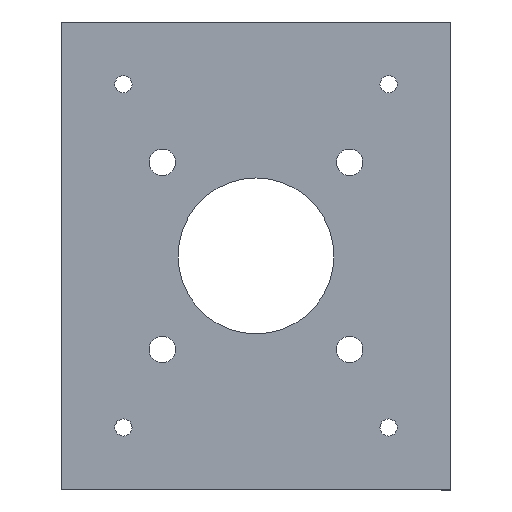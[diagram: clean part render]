
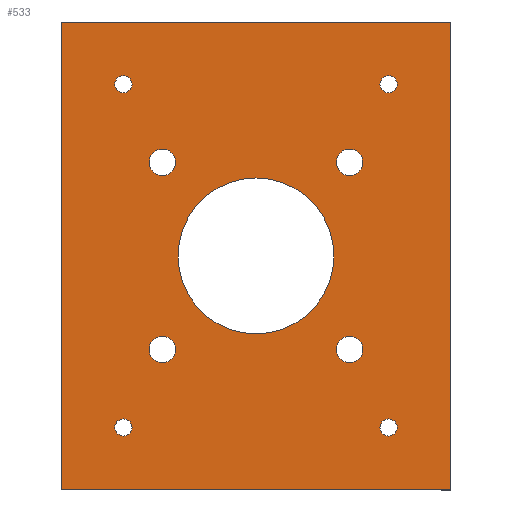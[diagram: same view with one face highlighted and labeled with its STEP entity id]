
A CAD part, top view. The second image highlights one B-rep face of the part: STEP entity #533.
In plain terms, the highlighted planar face has unit normal (0, 0, 1).
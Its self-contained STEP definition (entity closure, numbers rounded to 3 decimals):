
#36=FACE_BOUND('',#124,.T.);
#37=FACE_BOUND('',#125,.T.);
#38=FACE_BOUND('',#126,.T.);
#39=FACE_BOUND('',#127,.T.);
#40=FACE_BOUND('',#128,.T.);
#41=FACE_BOUND('',#129,.T.);
#42=FACE_BOUND('',#130,.T.);
#43=FACE_BOUND('',#131,.T.);
#44=FACE_BOUND('',#132,.T.);
#52=PLANE('',#608);
#77=FACE_OUTER_BOUND('',#123,.T.);
#123=EDGE_LOOP('',(#467,#468,#469,#470));
#124=EDGE_LOOP('',(#471));
#125=EDGE_LOOP('',(#472));
#126=EDGE_LOOP('',(#473));
#127=EDGE_LOOP('',(#474));
#128=EDGE_LOOP('',(#475));
#129=EDGE_LOOP('',(#476));
#130=EDGE_LOOP('',(#477));
#131=EDGE_LOOP('',(#478));
#132=EDGE_LOOP('',(#479));
#151=LINE('',#858,#190);
#171=LINE('',#897,#210);
#172=LINE('',#899,#211);
#173=LINE('',#900,#212);
#190=VECTOR('',#721,10.);
#210=VECTOR('',#753,10.);
#211=VECTOR('',#756,10.);
#212=VECTOR('',#757,10.);
#213=CIRCLE('',#557,2.75);
#215=CIRCLE('',#560,2.75);
#217=CIRCLE('',#563,2.75);
#219=CIRCLE('',#566,2.75);
#233=CIRCLE('',#587,4.25);
#235=CIRCLE('',#590,4.25);
#237=CIRCLE('',#593,4.25);
#239=CIRCLE('',#596,4.25);
#241=CIRCLE('',#599,25.);
#243=VERTEX_POINT('',#764);
#245=VERTEX_POINT('',#770);
#247=VERTEX_POINT('',#776);
#249=VERTEX_POINT('',#782);
#263=VERTEX_POINT('',#824);
#265=VERTEX_POINT('',#830);
#267=VERTEX_POINT('',#836);
#269=VERTEX_POINT('',#842);
#271=VERTEX_POINT('',#848);
#273=VERTEX_POINT('',#854);
#275=VERTEX_POINT('',#857);
#287=VERTEX_POINT('',#893);
#288=VERTEX_POINT('',#895);
#289=EDGE_CURVE('',#243,#243,#213,.T.);
#292=EDGE_CURVE('',#245,#245,#215,.T.);
#295=EDGE_CURVE('',#247,#247,#217,.T.);
#298=EDGE_CURVE('',#249,#249,#219,.T.);
#319=EDGE_CURVE('',#263,#263,#233,.T.);
#322=EDGE_CURVE('',#265,#265,#235,.T.);
#325=EDGE_CURVE('',#267,#267,#237,.T.);
#328=EDGE_CURVE('',#269,#269,#239,.T.);
#331=EDGE_CURVE('',#271,#271,#241,.T.);
#335=EDGE_CURVE('',#273,#275,#151,.T.);
#355=EDGE_CURVE('',#287,#288,#171,.T.);
#356=EDGE_CURVE('',#287,#273,#172,.T.);
#357=EDGE_CURVE('',#275,#288,#173,.T.);
#467=ORIENTED_EDGE('',*,*,#356,.F.);
#468=ORIENTED_EDGE('',*,*,#355,.T.);
#469=ORIENTED_EDGE('',*,*,#357,.F.);
#470=ORIENTED_EDGE('',*,*,#335,.F.);
#471=ORIENTED_EDGE('',*,*,#289,.T.);
#472=ORIENTED_EDGE('',*,*,#292,.T.);
#473=ORIENTED_EDGE('',*,*,#295,.T.);
#474=ORIENTED_EDGE('',*,*,#298,.T.);
#475=ORIENTED_EDGE('',*,*,#319,.T.);
#476=ORIENTED_EDGE('',*,*,#322,.T.);
#477=ORIENTED_EDGE('',*,*,#325,.T.);
#478=ORIENTED_EDGE('',*,*,#328,.T.);
#479=ORIENTED_EDGE('',*,*,#331,.T.);
#533=ADVANCED_FACE('',(#77,#36,#37,#38,#39,#40,#41,#42,#43,#44),#52,.T.);
#557=AXIS2_PLACEMENT_3D('',#765,#615,#616);
#560=AXIS2_PLACEMENT_3D('',#771,#622,#623);
#563=AXIS2_PLACEMENT_3D('',#777,#629,#630);
#566=AXIS2_PLACEMENT_3D('',#783,#636,#637);
#587=AXIS2_PLACEMENT_3D('',#825,#685,#686);
#590=AXIS2_PLACEMENT_3D('',#831,#692,#693);
#593=AXIS2_PLACEMENT_3D('',#837,#699,#700);
#596=AXIS2_PLACEMENT_3D('',#843,#706,#707);
#599=AXIS2_PLACEMENT_3D('',#849,#713,#714);
#608=AXIS2_PLACEMENT_3D('',#898,#754,#755);
#615=DIRECTION('center_axis',(0.,0.,-1.));
#616=DIRECTION('ref_axis',(-1.,0.,0.));
#622=DIRECTION('center_axis',(0.,0.,-1.));
#623=DIRECTION('ref_axis',(-1.,0.,0.));
#629=DIRECTION('center_axis',(0.,0.,-1.));
#630=DIRECTION('ref_axis',(-1.,0.,0.));
#636=DIRECTION('center_axis',(0.,0.,-1.));
#637=DIRECTION('ref_axis',(-1.,0.,0.));
#685=DIRECTION('center_axis',(0.,0.,-1.));
#686=DIRECTION('ref_axis',(-1.,0.,0.));
#692=DIRECTION('center_axis',(0.,0.,-1.));
#693=DIRECTION('ref_axis',(-1.,0.,0.));
#699=DIRECTION('center_axis',(0.,0.,-1.));
#700=DIRECTION('ref_axis',(-1.,0.,0.));
#706=DIRECTION('center_axis',(0.,0.,-1.));
#707=DIRECTION('ref_axis',(-1.,0.,0.));
#713=DIRECTION('center_axis',(0.,0.,-1.));
#714=DIRECTION('ref_axis',(-1.,0.,0.));
#721=DIRECTION('',(0.,1.,0.));
#753=DIRECTION('',(0.,1.,0.));
#754=DIRECTION('center_axis',(0.,0.,1.));
#755=DIRECTION('ref_axis',(1.,0.,0.));
#756=DIRECTION('',(-1.,0.,0.));
#757=DIRECTION('',(1.,0.,0.));
#764=CARTESIAN_POINT('',(-17.25,20.,0.));
#765=CARTESIAN_POINT('Origin',(-20.,20.,0.));
#770=CARTESIAN_POINT('',(-102.25,130.,0.));
#771=CARTESIAN_POINT('Origin',(-105.,130.,0.));
#776=CARTESIAN_POINT('',(-17.25,130.,0.));
#777=CARTESIAN_POINT('Origin',(-20.,130.,0.));
#782=CARTESIAN_POINT('',(-102.25,20.,0.));
#783=CARTESIAN_POINT('Origin',(-105.,20.,0.));
#824=CARTESIAN_POINT('',(-28.25,45.,0.));
#825=CARTESIAN_POINT('Origin',(-32.5,45.,0.));
#830=CARTESIAN_POINT('',(-28.25,105.,0.));
#831=CARTESIAN_POINT('Origin',(-32.5,105.,0.));
#836=CARTESIAN_POINT('',(-88.25,105.,0.));
#837=CARTESIAN_POINT('Origin',(-92.5,105.,0.));
#842=CARTESIAN_POINT('',(-88.25,45.,0.));
#843=CARTESIAN_POINT('Origin',(-92.5,45.,0.));
#848=CARTESIAN_POINT('',(-37.5,75.,0.));
#849=CARTESIAN_POINT('Origin',(-62.5,75.,0.));
#854=CARTESIAN_POINT('',(-125.,0.,0.));
#857=CARTESIAN_POINT('',(-125.,150.,0.));
#858=CARTESIAN_POINT('',(-125.,0.,0.));
#893=CARTESIAN_POINT('',(0.,0.,0.));
#895=CARTESIAN_POINT('',(0.,150.,0.));
#897=CARTESIAN_POINT('',(0.,0.,0.));
#898=CARTESIAN_POINT('Origin',(-125.,0.,0.));
#899=CARTESIAN_POINT('',(0.,0.,0.));
#900=CARTESIAN_POINT('',(0.,150.,0.));
